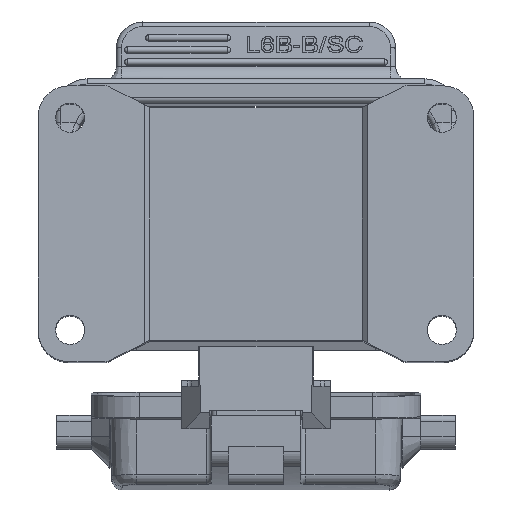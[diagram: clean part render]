
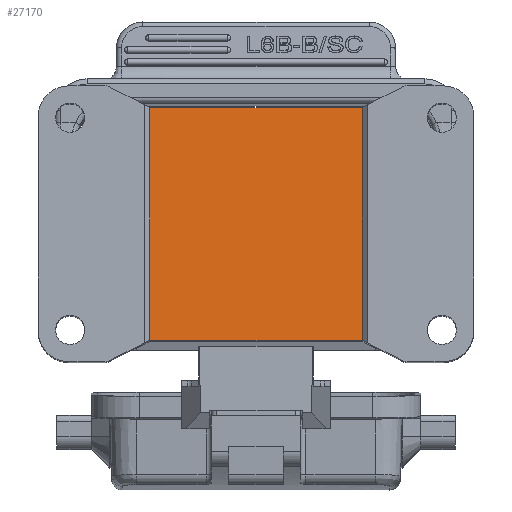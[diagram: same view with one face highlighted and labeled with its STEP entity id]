
A CAD part, front view. The second image highlights one B-rep face of the part: STEP entity #27170.
In plain terms, the highlighted planar face has unit normal (0, -0.999, 0.046).
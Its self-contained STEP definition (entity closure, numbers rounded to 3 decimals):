
#306=DIRECTION('',(-1.,0.,0.));
#307=VECTOR('',#306,39.998);
#308=CARTESIAN_POINT('',(57.499,-25.972,41.555));
#309=LINE('',#308,#307);
#453=DIRECTION('',(1.,0.,0.));
#454=VECTOR('',#453,39.998);
#455=CARTESIAN_POINT('',(17.501,-27.985,-2.287));
#456=LINE('',#455,#454);
#5655=DIRECTION('',(0.,0.046,0.999));
#5656=VECTOR('',#5655,43.889);
#5657=CARTESIAN_POINT('',(57.499,-27.985,
-2.287));
#5658=LINE('',#5657,#5656);
#5673=DIRECTION('',(0.,0.046,0.999));
#5674=VECTOR('',#5673,43.889);
#5675=CARTESIAN_POINT('',(17.501,-27.985,
-2.287));
#5676=LINE('',#5675,#5674);
#17941=CARTESIAN_POINT('',(57.499,-25.972,
41.555));
#17942=VERTEX_POINT('',#17941);
#17943=CARTESIAN_POINT('',(17.501,-25.972,
41.555));
#17944=VERTEX_POINT('',#17943);
#18038=CARTESIAN_POINT('',(57.499,-27.985,
-2.287));
#18039=VERTEX_POINT('',#18038);
#18068=CARTESIAN_POINT('',(17.501,-27.985,
-2.287));
#18069=VERTEX_POINT('',#18068);
#27158=CARTESIAN_POINT('',(37.5,-26.979,
19.634));
#27159=DIRECTION('',(0.,0.999,-0.046));
#27160=DIRECTION('',(0.,-0.046,-0.999));
#27161=AXIS2_PLACEMENT_3D('',#27158,#27159,#27160);
#27162=PLANE('',#27161);
#27163=ORIENTED_EDGE('',*,*,#27149,.F.);
#27164=ORIENTED_EDGE('',*,*,#20702,.F.);
#27166=ORIENTED_EDGE('',*,*,#27165,.T.);
#27167=ORIENTED_EDGE('',*,*,#20560,.F.);
#27168=EDGE_LOOP('',(#27163,#27164,#27166,#27167));
#27169=FACE_OUTER_BOUND('',#27168,.F.);
#20560=EDGE_CURVE('',#17942,#17944,#309,.T.);
#20702=EDGE_CURVE('',#18069,#18039,#456,.T.);
#27149=EDGE_CURVE('',#18039,#17942,#5658,.T.);
#27165=EDGE_CURVE('',#18069,#17944,#5676,.T.);
#27170=ADVANCED_FACE('',(#27169),#27162,.F.);
